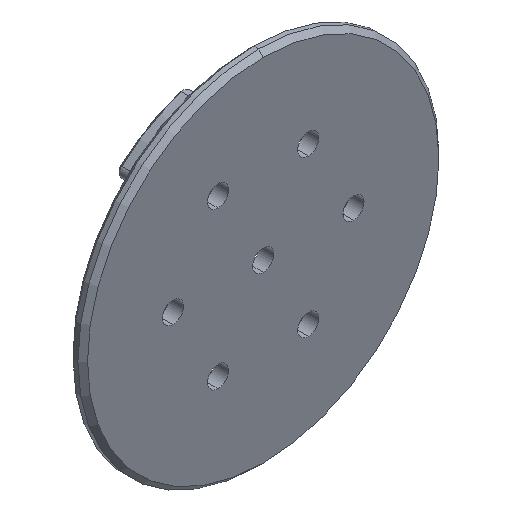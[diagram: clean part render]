
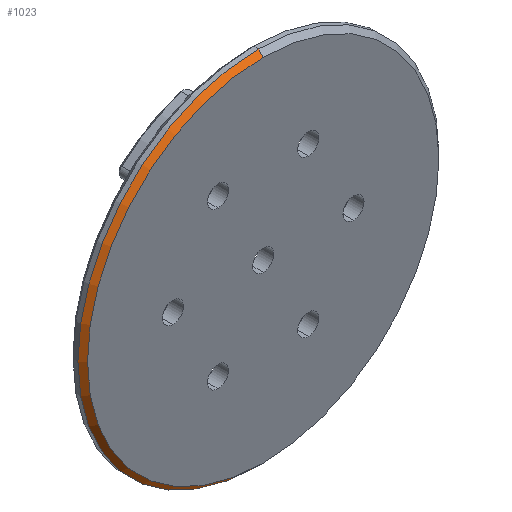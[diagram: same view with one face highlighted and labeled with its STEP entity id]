
A CAD part, isometric view. The second image highlights one B-rep face of the part: STEP entity #1023.
In plain terms, the highlighted conical face has half-angle 45 degrees and reference radius 30 mm.
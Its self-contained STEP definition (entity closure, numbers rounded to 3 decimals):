
#83 = ORIENTED_EDGE ( 'NONE', *, *, #829, .T. ) ;
#115 = AXIS2_PLACEMENT_3D ( 'NONE', #1216, #2323, #318 ) ;
#183 = VERTEX_POINT ( 'NONE', #1385 ) ;
#318 = DIRECTION ( 'NONE',  ( 0., 0., 1. ) ) ;
#504 = VECTOR ( 'NONE', #1518, 1000. ) ;
#511 = LINE ( 'NONE', #2356, #1529 ) ;
#549 = DIRECTION ( 'NONE',  ( 0., 0., 1. ) ) ;
#722 = DIRECTION ( 'NONE',  ( 0., 1., 0. ) ) ;
#752 = FACE_OUTER_BOUND ( 'NONE', #2234, .T. ) ;
#782 = EDGE_CURVE ( 'NONE', #2373, #1816, #794, .T. ) ;
#794 = LINE ( 'NONE', #1527, #504 ) ;
#829 = EDGE_CURVE ( 'NONE', #183, #2154, #511, .T. ) ;
#955 = EDGE_CURVE ( 'NONE', #183, #2373, #1726, .T. ) ;
#1023 = ADVANCED_FACE ( 'NONE', ( #752 ), #1964, .T. ) ;
#1106 = DIRECTION ( 'NONE',  ( 0., 1., 0. ) ) ;
#1128 = ORIENTED_EDGE ( 'NONE', *, *, #955, .F. ) ;
#1204 = DIRECTION ( 'NONE',  ( 0., 0.707, 0.707 ) ) ;
#1216 = CARTESIAN_POINT ( 'NONE',  ( 0., 0., 0. ) ) ;
#1304 = CARTESIAN_POINT ( 'NONE',  ( 0., 0.8, 0. ) ) ;
#1385 = CARTESIAN_POINT ( 'NONE',  ( 0., 0., 29.2 ) ) ;
#1518 = DIRECTION ( 'NONE',  ( 0., 0.707, -0.707 ) ) ;
#1527 = CARTESIAN_POINT ( 'NONE',  ( 0., 0.8, -30. ) ) ;
#1529 = VECTOR ( 'NONE', #1204, 1000. ) ;
#1633 = CARTESIAN_POINT ( 'NONE',  ( 0., 0.8, 0. ) ) ;
#1634 = AXIS2_PLACEMENT_3D ( 'NONE', #1633, #722, #549 ) ;
#1637 = DIRECTION ( 'NONE',  ( 0., 0., 1. ) ) ;
#1726 = CIRCLE ( 'NONE', #115, 29.2 ) ;
#1792 = CARTESIAN_POINT ( 'NONE',  ( 0., 0.8, -30. ) ) ;
#1816 = VERTEX_POINT ( 'NONE', #1792 ) ;
#1964 = CONICAL_SURFACE ( 'NONE', #2278, 30., 0.785 ) ;
#1971 = CARTESIAN_POINT ( 'NONE',  ( 0., 0., -29.2 ) ) ;
#2098 = EDGE_CURVE ( 'NONE', #1816, #2154, #2339, .T. ) ;
#2140 = ORIENTED_EDGE ( 'NONE', *, *, #782, .F. ) ;
#2154 = VERTEX_POINT ( 'NONE', #2312 ) ;
#2234 = EDGE_LOOP ( 'NONE', ( #2140, #1128, #83, #2370 ) ) ;
#2278 = AXIS2_PLACEMENT_3D ( 'NONE', #1304, #1106, #1637 ) ;
#2312 = CARTESIAN_POINT ( 'NONE',  ( 0., 0.8, 30. ) ) ;
#2323 = DIRECTION ( 'NONE',  ( 0., -1., 0. ) ) ;
#2339 = CIRCLE ( 'NONE', #1634, 30. ) ;
#2356 = CARTESIAN_POINT ( 'NONE',  ( 0., 0.8, 30. ) ) ;
#2370 = ORIENTED_EDGE ( 'NONE', *, *, #2098, .F. ) ;
#2373 = VERTEX_POINT ( 'NONE', #1971 ) ;
